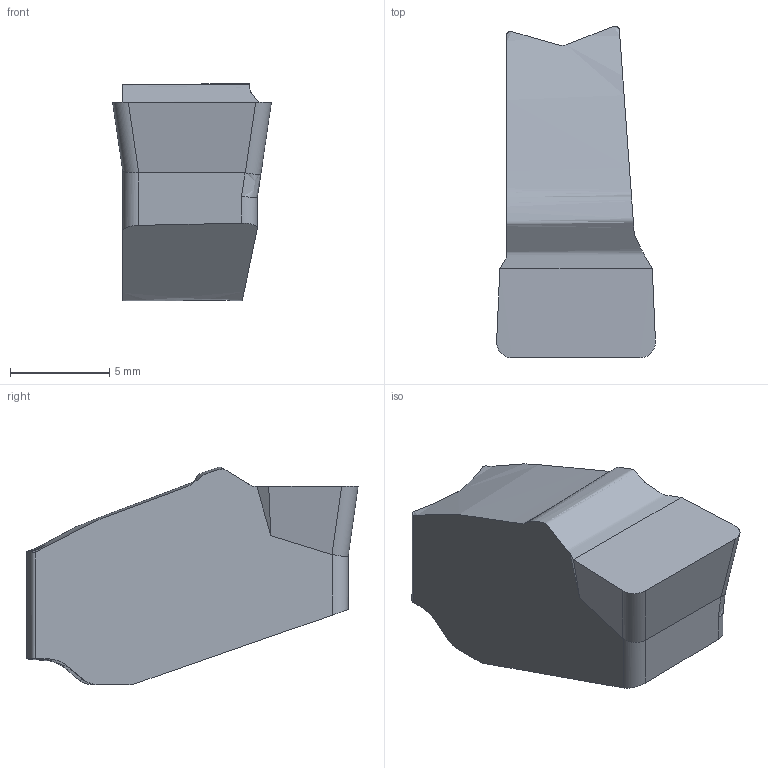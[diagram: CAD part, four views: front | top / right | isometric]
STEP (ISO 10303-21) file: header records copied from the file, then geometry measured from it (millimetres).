
FILE_DESCRIPTION(/* description */ (''),/* implementation_level */ '2;1');
FILE_NAME(/* name */ 'aaa338337_a.stp',/* time_stamp */ '2019-09-16T16:53:37+02:00',/* author */ (''),/* organization */ ('SMS'),/* preprocessor_version */ 'ST-DEVELOPER v16.7',/* originating_system */ 'SIEMENS PLM Software NX 12.0',/* authorisation */ '');
FILE_SCHEMA (('AUTOMOTIVE_DESIGN { 1 0 10303 214 3 1 1 1 }'));
Length unit declared in the file: millimetre
Products named in the file (1): AAA338337_A
Bounding box: 8 x 16.74 x 10.96 mm (x, y, z)
Volume: 796.3 mm3; surface area: 548.4 mm2
Topology: 1 solids, 1 shells, 21 faces, 57 edges, 40 vertices
Faces by surface type: plane 9, cylinder 7, bspline 5
Entity records: 9786 total; most frequent: CARTESIAN_POINT 9276, ORIENTED_EDGE 112, DIRECTION 64, EDGE_CURVE 56, VERTEX_POINT 37, B_SPLINE_CURVE_WITH_KNOTS 35, AXIS2_PLACEMENT_3D 22, ADVANCED_FACE 21
